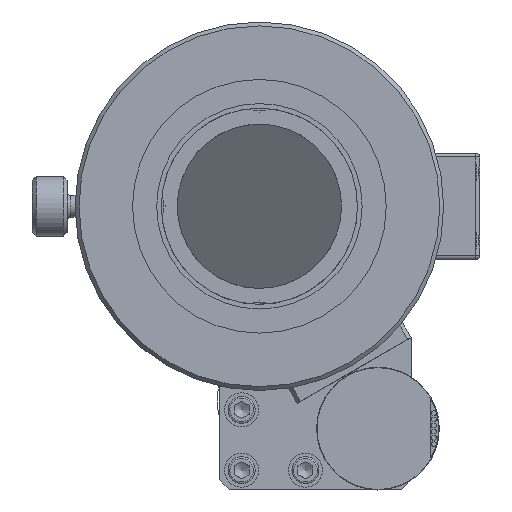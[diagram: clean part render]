
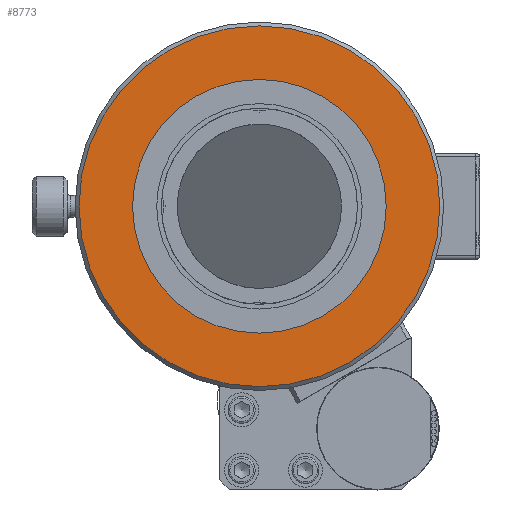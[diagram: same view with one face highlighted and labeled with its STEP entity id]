
A CAD part, front view. The second image highlights one B-rep face of the part: STEP entity #8773.
In plain terms, the highlighted face is planar.
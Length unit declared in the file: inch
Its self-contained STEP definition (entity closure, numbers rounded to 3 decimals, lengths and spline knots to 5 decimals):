
#8742=CARTESIAN_POINT('',(0.67903,0.933,0.));
#8743=VERTEX_POINT('',#8742);
#8744=CARTESIAN_POINT('',(0.67903,0.0,0.0));
#8745=DIRECTION('',(-1.0,0.0,0.0));
#8746=DIRECTION('',(0.0,-1.0,0.0));
#8747=AXIS2_PLACEMENT_3D('',#8744,#8745,#8746);
#8748=CIRCLE('',#8747,0.933);
#8749=EDGE_CURVE('',#8743,#8743,#8748,.T.);
#8754=CARTESIAN_POINT('',(0.67903,0.77557,0.0));
#8755=DIRECTION('',(1.0,0.0,0.0));
#8756=DIRECTION('',(0.0,0.0,-1.0));
#8757=AXIS2_PLACEMENT_3D('',#8754,#8755,#8756);
#8758=PLANE('',#8757);
#8759=ORIENTED_EDGE('',*,*,#8749,.F.);
#8760=EDGE_LOOP('',(#8759));
#8761=FACE_OUTER_BOUND('',#8760,.T.);
#8762=CARTESIAN_POINT('',(0.67903,0.59813,0.0));
#8763=VERTEX_POINT('',#8762);
#8764=CARTESIAN_POINT('',(0.67903,0.0,0.0));
#8765=DIRECTION('',(1.0,0.0,0.0));
#8766=DIRECTION('',(0.0,1.0,0.0));
#8767=AXIS2_PLACEMENT_3D('',#8764,#8765,#8766);
#8768=CIRCLE('',#8767,0.59813);
#8769=EDGE_CURVE('',#8763,#8763,#8768,.T.);
#8770=ORIENTED_EDGE('',*,*,#8769,.F.);
#8771=EDGE_LOOP('',(#8770));
#8772=FACE_BOUND('',#8771,.T.);
#8773=ADVANCED_FACE('',(#8761,#8772),#8758,.T.);
